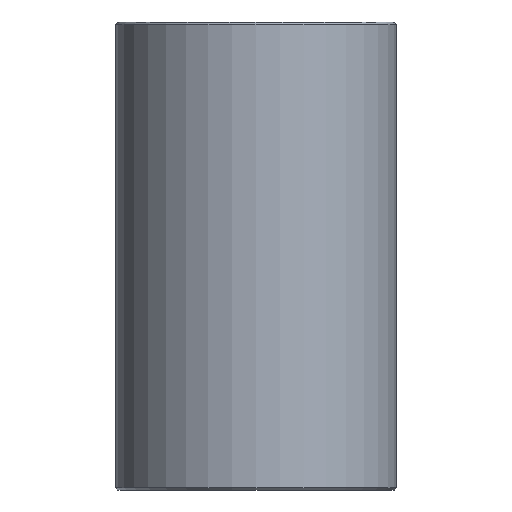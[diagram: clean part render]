
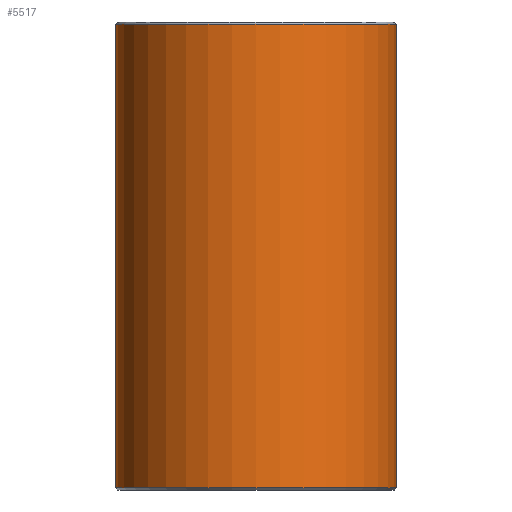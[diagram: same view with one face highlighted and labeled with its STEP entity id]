
A CAD part, left-side view. The second image highlights one B-rep face of the part: STEP entity #5517.
In plain terms, the highlighted cylindrical face has radius 15.24 mm (diameter 30.48 mm), a partial arc.
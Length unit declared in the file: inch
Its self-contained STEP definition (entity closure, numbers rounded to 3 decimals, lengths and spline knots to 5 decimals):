
#580 = CARTESIAN_POINT ( 'NONE',  ( 0., 0., 1.99 ) ) ;
#887 = AXIS2_PLACEMENT_3D ( 'NONE', #8354, #6956, #14260 ) ;
#2053 = DIRECTION ( 'NONE',  ( 0., 1., 0. ) ) ;
#3178 = CARTESIAN_POINT ( 'NONE',  ( 0., 0.6, 2. ) ) ;
#3346 = VECTOR ( 'NONE', #14946, 39.37008 ) ;
#3632 = VERTEX_POINT ( 'NONE', #7494 ) ;
#4352 = ORIENTED_EDGE ( 'NONE', *, *, #5035, .T. ) ;
#4994 = CARTESIAN_POINT ( 'NONE',  ( 0., 0., 0.01 ) ) ;
#5035 = EDGE_CURVE ( 'NONE', #3632, #14333, #12705, .T. ) ;
#5302 = ORIENTED_EDGE ( 'NONE', *, *, #9131, .T. ) ;
#5517 = ADVANCED_FACE ( 'NONE', ( #9944 ), #15882, .T. ) ;
#5973 = CIRCLE ( 'NONE', #14436, 0.6 ) ;
#6446 = DIRECTION ( 'NONE',  ( 0., -1., 0. ) ) ;
#6691 = DIRECTION ( 'NONE',  ( 0., 0., 1. ) ) ;
#6956 = DIRECTION ( 'NONE',  ( 0., 0., 1. ) ) ;
#7374 = LINE ( 'NONE', #13936, #11267 ) ;
#7478 = ORIENTED_EDGE ( 'NONE', *, *, #10104, .F. ) ;
#7494 = CARTESIAN_POINT ( 'NONE',  ( 0., 0.6, 0.01 ) ) ;
#8208 = CARTESIAN_POINT ( 'NONE',  ( 0., 0.6, 1.99 ) ) ;
#8354 = CARTESIAN_POINT ( 'NONE',  ( 0., 0., 2. ) ) ;
#9036 = VERTEX_POINT ( 'NONE', #9134 ) ;
#9131 = EDGE_CURVE ( 'NONE', #9036, #13663, #5973, .T. ) ;
#9134 = CARTESIAN_POINT ( 'NONE',  ( 0., -0.6, 1.99 ) ) ;
#9482 = CARTESIAN_POINT ( 'NONE',  ( 0., -0.6, 0.01 ) ) ;
#9944 = FACE_OUTER_BOUND ( 'NONE', #15033, .T. ) ;
#10104 = EDGE_CURVE ( 'NONE', #3632, #13663, #11082, .T. ) ;
#10761 = AXIS2_PLACEMENT_3D ( 'NONE', #4994, #15178, #6446 ) ;
#10783 = DIRECTION ( 'NONE',  ( 0., 0., -1. ) ) ;
#11082 = LINE ( 'NONE', #3178, #3346 ) ;
#11267 = VECTOR ( 'NONE', #6691, 39.37008 ) ;
#11307 = ORIENTED_EDGE ( 'NONE', *, *, #14389, .T. ) ;
#12705 = CIRCLE ( 'NONE', #10761, 0.6 ) ;
#13663 = VERTEX_POINT ( 'NONE', #8208 ) ;
#13936 = CARTESIAN_POINT ( 'NONE',  ( 0., -0.6, 2. ) ) ;
#14260 = DIRECTION ( 'NONE',  ( 0., -1., 0. ) ) ;
#14333 = VERTEX_POINT ( 'NONE', #9482 ) ;
#14389 = EDGE_CURVE ( 'NONE', #14333, #9036, #7374, .T. ) ;
#14436 = AXIS2_PLACEMENT_3D ( 'NONE', #580, #10783, #2053 ) ;
#14946 = DIRECTION ( 'NONE',  ( 0., 0., 1. ) ) ;
#15033 = EDGE_LOOP ( 'NONE', ( #7478, #4352, #11307, #5302 ) ) ;
#15178 = DIRECTION ( 'NONE',  ( 0., 0., 1. ) ) ;
#15882 = CYLINDRICAL_SURFACE ( 'NONE', #887, 0.6 ) ;
